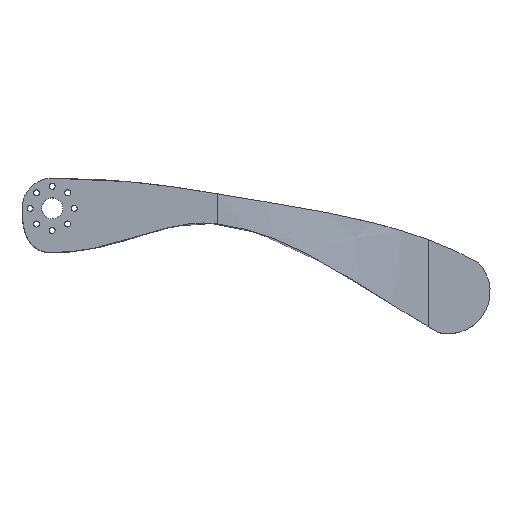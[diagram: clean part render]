
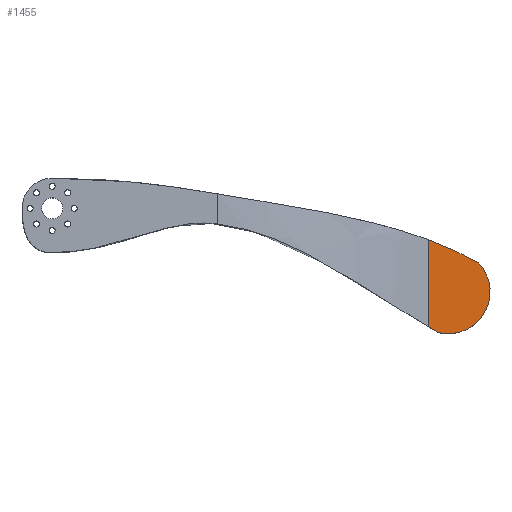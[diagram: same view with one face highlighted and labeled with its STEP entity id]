
A CAD part, top view. The second image highlights one B-rep face of the part: STEP entity #1455.
In plain terms, the highlighted planar face has unit normal (0, 0, 1).
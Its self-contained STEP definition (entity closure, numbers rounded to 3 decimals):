
#24 = VERTEX_POINT('',#25);
#25 = CARTESIAN_POINT('',(192.16,-61.783,46.));
#32 = CYLINDRICAL_SURFACE('',#33,20.859);
#33 = AXIS2_PLACEMENT_3D('',#34,#35,#36);
#34 = CARTESIAN_POINT('',(197.03,-41.501,0.));
#35 = DIRECTION('',(0.,0.,-1.));
#36 = DIRECTION('',(0.725,0.688,0.));
#44 = SURFACE_OF_LINEAR_EXTRUSION('',#45,#54);
#45 = B_SPLINE_CURVE_WITH_KNOTS('',3,(#46,#47,#48,#49,#50,#51,#52,#53),
  .UNSPECIFIED.,.F.,.F.,(4,2,2,4),(0.,26.627,107.293,
    232.499),.UNSPECIFIED.);
#46 = CARTESIAN_POINT('',(-15.,0.,0.));
#47 = CARTESIAN_POINT('',(-15.,-13.624,0.));
#48 = CARTESIAN_POINT('',(-11.042,-22.,0.));
#49 = CARTESIAN_POINT('',(33.453,-22.,0.));
#50 = CARTESIAN_POINT('',(54.332,-5.283,0.));
#51 = CARTESIAN_POINT('',(118.173,-10.868,0.));
#52 = CARTESIAN_POINT('',(148.293,-36.457,0.));
#53 = CARTESIAN_POINT('',(192.16,-61.783,0.));
#54 = VECTOR('',#55,1.);
#55 = DIRECTION('',(-0.,-0.,-1.));
#97 = VERTEX_POINT('',#98);
#98 = CARTESIAN_POINT('',(212.16,-27.142,46.));
#112 = SURFACE_OF_LINEAR_EXTRUSION('',#113,#120);
#113 = B_SPLINE_CURVE_WITH_KNOTS('',3,(#114,#115,#116,#117,#118,#119),
  .UNSPECIFIED.,.F.,.F.,(4,2,4),(0.,81.658,216.994),
  .UNSPECIFIED.);
#114 = CARTESIAN_POINT('',(0.,15.,0.));
#115 = CARTESIAN_POINT('',(28.275,15.,0.));
#116 = CARTESIAN_POINT('',(54.947,12.033,0.));
#117 = CARTESIAN_POINT('',(124.983,-0.316,0.));
#118 = CARTESIAN_POINT('',(174.835,-5.592,0.));
#119 = CARTESIAN_POINT('',(212.16,-27.142,0.));
#120 = VECTOR('',#121,1.);
#121 = DIRECTION('',(-0.,-0.,-1.));
#129 = EDGE_CURVE('',#97,#24,#130,.T.);
#130 = SURFACE_CURVE('',#131,(#136,#143),.PCURVE_S1.);
#131 = CIRCLE('',#132,20.859);
#132 = AXIS2_PLACEMENT_3D('',#133,#134,#135);
#133 = CARTESIAN_POINT('',(197.03,-41.501,46.));
#134 = DIRECTION('',(0.,0.,-1.));
#135 = DIRECTION('',(0.725,0.688,0.));
#136 = PCURVE('',#32,#137);
#137 = DEFINITIONAL_REPRESENTATION('',(#138),#142);
#138 = LINE('',#139,#140);
#139 = CARTESIAN_POINT('',(0.,-46.));
#140 = VECTOR('',#141,1.);
#141 = DIRECTION('',(1.,0.));
#142 = ( GEOMETRIC_REPRESENTATION_CONTEXT(2) 
PARAMETRIC_REPRESENTATION_CONTEXT() REPRESENTATION_CONTEXT('2D SPACE',''
  ) );
#143 = PCURVE('',#144,#149);
#144 = PLANE('',#145);
#145 = AXIS2_PLACEMENT_3D('',#146,#147,#148);
#146 = CARTESIAN_POINT('',(222.16,45.,46.));
#147 = DIRECTION('',(0.,0.,-1.));
#148 = DIRECTION('',(-1.,0.,0.));
#149 = DEFINITIONAL_REPRESENTATION('',(#150),#154);
#150 = CIRCLE('',#151,20.859);
#151 = AXIS2_PLACEMENT_2D('',#152,#153);
#152 = CARTESIAN_POINT('',(25.13,-86.501));
#153 = DIRECTION('',(-0.725,0.688));
#154 = ( GEOMETRIC_REPRESENTATION_CONTEXT(2) 
PARAMETRIC_REPRESENTATION_CONTEXT() REPRESENTATION_CONTEXT('2D SPACE',''
  ) );
#1091 = VERTEX_POINT('',#1092);
#1092 = CARTESIAN_POINT('',(187.16,-58.862,46.));
#1194 = SURFACE_OF_LINEAR_EXTRUSION('',#1195,#1200);
#1195 = B_SPLINE_CURVE_WITH_KNOTS('',3,(#1196,#1197,#1198,#1199),
  .UNSPECIFIED.,.F.,.F.,(4,4),(0.,106.212),
  .PIECEWISE_BEZIER_KNOTS.);
#1196 = CARTESIAN_POINT('',(187.16,45.,46.));
#1197 = CARTESIAN_POINT('',(146.827,45.,46.));
#1198 = CARTESIAN_POINT('',(122.493,45.,62.));
#1199 = CARTESIAN_POINT('',(82.16,45.,62.));
#1200 = VECTOR('',#1201,1.);
#1201 = DIRECTION('',(0.,1.,0.));
#1253 = EDGE_CURVE('',#24,#1091,#1254,.T.);
#1254 = SURFACE_CURVE('',#1255,(#1261,#1270),.PCURVE_S1.);
#1255 = B_SPLINE_CURVE_WITH_KNOTS('',4,(#1256,#1257,#1258,#1259,#1260),
  .UNSPECIFIED.,.F.,.F.,(5,5),(0.,1.),.PIECEWISE_BEZIER_KNOTS.);
#1256 = CARTESIAN_POINT('',(192.16,-61.783,46.));
#1257 = CARTESIAN_POINT('',(190.902,-61.057,46.));
#1258 = CARTESIAN_POINT('',(189.649,-60.327,46.));
#1259 = CARTESIAN_POINT('',(188.402,-59.596,46.));
#1260 = CARTESIAN_POINT('',(187.16,-58.862,46.));
#1261 = PCURVE('',#44,#1262);
#1262 = DEFINITIONAL_REPRESENTATION('',(#1263),#1269);
#1263 = B_SPLINE_CURVE_WITH_KNOTS('',4,(#1264,#1265,#1266,#1267,#1268),
  .UNSPECIFIED.,.F.,.F.,(5,5),(0.,1.),.PIECEWISE_BEZIER_KNOTS.);
#1264 = CARTESIAN_POINT('',(232.499,-46.));
#1265 = CARTESIAN_POINT('',(231.302,-46.));
#1266 = CARTESIAN_POINT('',(230.101,-46.));
#1267 = CARTESIAN_POINT('',(228.895,-46.));
#1268 = CARTESIAN_POINT('',(227.685,-46.));
#1269 = ( GEOMETRIC_REPRESENTATION_CONTEXT(2) 
PARAMETRIC_REPRESENTATION_CONTEXT() REPRESENTATION_CONTEXT('2D SPACE',''
  ) );
#1270 = PCURVE('',#144,#1271);
#1271 = DEFINITIONAL_REPRESENTATION('',(#1272),#1278);
#1272 = B_SPLINE_CURVE_WITH_KNOTS('',4,(#1273,#1274,#1275,#1276,#1277),
  .UNSPECIFIED.,.F.,.F.,(5,5),(0.,1.),.PIECEWISE_BEZIER_KNOTS.);
#1273 = CARTESIAN_POINT('',(30.,-106.783));
#1274 = CARTESIAN_POINT('',(31.258,-106.057));
#1275 = CARTESIAN_POINT('',(32.511,-105.327));
#1276 = CARTESIAN_POINT('',(33.758,-104.596));
#1277 = CARTESIAN_POINT('',(35.,-103.862));
#1278 = ( GEOMETRIC_REPRESENTATION_CONTEXT(2) 
PARAMETRIC_REPRESENTATION_CONTEXT() REPRESENTATION_CONTEXT('2D SPACE',''
  ) );
#1455 = ADVANCED_FACE('',(#1456),#144,.F.);
#1456 = FACE_BOUND('',#1457,.F.);
#1457 = EDGE_LOOP('',(#1458,#1481,#1514,#1515));
#1458 = ORIENTED_EDGE('',*,*,#1459,.F.);
#1459 = EDGE_CURVE('',#1460,#1091,#1462,.T.);
#1460 = VERTEX_POINT('',#1461);
#1461 = CARTESIAN_POINT('',(187.16,-15.545,46.));
#1462 = SURFACE_CURVE('',#1463,(#1467,#1474),.PCURVE_S1.);
#1463 = LINE('',#1464,#1465);
#1464 = CARTESIAN_POINT('',(187.16,45.,46.));
#1465 = VECTOR('',#1466,1.);
#1466 = DIRECTION('',(0.,-1.,0.));
#1467 = PCURVE('',#144,#1468);
#1468 = DEFINITIONAL_REPRESENTATION('',(#1469),#1473);
#1469 = LINE('',#1470,#1471);
#1470 = CARTESIAN_POINT('',(35.,0.));
#1471 = VECTOR('',#1472,1.);
#1472 = DIRECTION('',(0.,-1.));
#1473 = ( GEOMETRIC_REPRESENTATION_CONTEXT(2) 
PARAMETRIC_REPRESENTATION_CONTEXT() REPRESENTATION_CONTEXT('2D SPACE',''
  ) );
#1474 = PCURVE('',#1194,#1475);
#1475 = DEFINITIONAL_REPRESENTATION('',(#1476),#1480);
#1476 = LINE('',#1477,#1478);
#1477 = CARTESIAN_POINT('',(0.,0.));
#1478 = VECTOR('',#1479,1.);
#1479 = DIRECTION('',(0.,-1.));
#1480 = ( GEOMETRIC_REPRESENTATION_CONTEXT(2) 
PARAMETRIC_REPRESENTATION_CONTEXT() REPRESENTATION_CONTEXT('2D SPACE',''
  ) );
#1481 = ORIENTED_EDGE('',*,*,#1482,.F.);
#1482 = EDGE_CURVE('',#97,#1460,#1483,.T.);
#1483 = SURFACE_CURVE('',#1484,(#1492,#1503),.PCURVE_S1.);
#1484 = B_SPLINE_CURVE_WITH_KNOTS('',6,(#1485,#1486,#1487,#1488,#1489,
    #1490,#1491),.UNSPECIFIED.,.F.,.F.,(7,7),(0.,1.),
  .PIECEWISE_BEZIER_KNOTS.);
#1485 = CARTESIAN_POINT('',(212.16,-27.142,46.));
#1486 = CARTESIAN_POINT('',(208.21,-24.862,46.));
#1487 = CARTESIAN_POINT('',(204.159,-22.733,46.));
#1488 = CARTESIAN_POINT('',(200.017,-20.747,46.));
#1489 = CARTESIAN_POINT('',(195.797,-18.894,46.));
#1490 = CARTESIAN_POINT('',(191.508,-17.163,46.));
#1491 = CARTESIAN_POINT('',(187.16,-15.545,46.));
#1492 = PCURVE('',#144,#1493);
#1493 = DEFINITIONAL_REPRESENTATION('',(#1494),#1502);
#1494 = B_SPLINE_CURVE_WITH_KNOTS('',6,(#1495,#1496,#1497,#1498,#1499,
    #1500,#1501),.UNSPECIFIED.,.F.,.F.,(7,7),(0.,1.),
  .PIECEWISE_BEZIER_KNOTS.);
#1495 = CARTESIAN_POINT('',(10.,-72.142));
#1496 = CARTESIAN_POINT('',(13.95,-69.862));
#1497 = CARTESIAN_POINT('',(18.001,-67.733));
#1498 = CARTESIAN_POINT('',(22.143,-65.747));
#1499 = CARTESIAN_POINT('',(26.363,-63.894));
#1500 = CARTESIAN_POINT('',(30.652,-62.163));
#1501 = CARTESIAN_POINT('',(35.,-60.545));
#1502 = ( GEOMETRIC_REPRESENTATION_CONTEXT(2) 
PARAMETRIC_REPRESENTATION_CONTEXT() REPRESENTATION_CONTEXT('2D SPACE',''
  ) );
#1503 = PCURVE('',#112,#1504);
#1504 = DEFINITIONAL_REPRESENTATION('',(#1505),#1513);
#1505 = B_SPLINE_CURVE_WITH_KNOTS('',6,(#1506,#1507,#1508,#1509,#1510,
    #1511,#1512),.UNSPECIFIED.,.F.,.F.,(7,7),(0.,1.),
  .PIECEWISE_BEZIER_KNOTS.);
#1506 = CARTESIAN_POINT('',(216.994,-46.));
#1507 = CARTESIAN_POINT('',(212.221,-46.));
#1508 = CARTESIAN_POINT('',(207.459,-46.));
#1509 = CARTESIAN_POINT('',(202.713,-46.));
#1510 = CARTESIAN_POINT('',(197.983,-46.));
#1511 = CARTESIAN_POINT('',(193.27,-46.));
#1512 = CARTESIAN_POINT('',(188.573,-46.));
#1513 = ( GEOMETRIC_REPRESENTATION_CONTEXT(2) 
PARAMETRIC_REPRESENTATION_CONTEXT() REPRESENTATION_CONTEXT('2D SPACE',''
  ) );
#1514 = ORIENTED_EDGE('',*,*,#129,.T.);
#1515 = ORIENTED_EDGE('',*,*,#1253,.T.);
